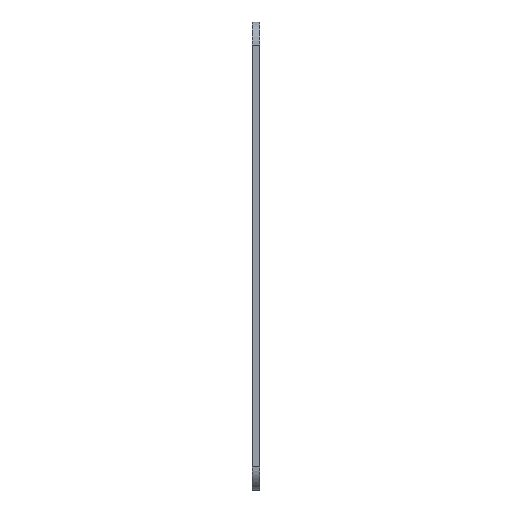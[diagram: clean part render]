
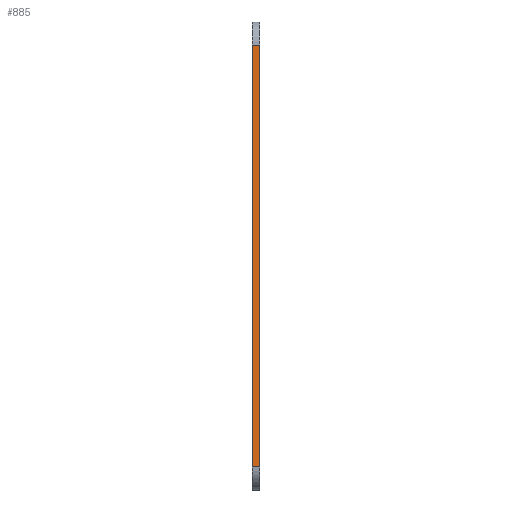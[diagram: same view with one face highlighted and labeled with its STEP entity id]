
A CAD part, left-side view. The second image highlights one B-rep face of the part: STEP entity #885.
In plain terms, the highlighted planar face has unit normal (-1, 0, 0).
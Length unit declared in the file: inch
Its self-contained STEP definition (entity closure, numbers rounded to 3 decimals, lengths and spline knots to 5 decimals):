
#15 = ORIENTED_EDGE ( 'NONE', *, *, #243, .F. ) ;
#37 = DIRECTION ( 'NONE',  ( 0., 0., 1. ) ) ;
#42 = VECTOR ( 'NONE', #166, 39.37008 ) ;
#74 = DIRECTION ( 'NONE',  ( 0., 0., -1. ) ) ;
#77 = VERTEX_POINT ( 'NONE', #250 ) ;
#82 = DIRECTION ( 'NONE',  ( 0., 0., 1. ) ) ;
#94 = ORIENTED_EDGE ( 'NONE', *, *, #104, .T. ) ;
#103 = CARTESIAN_POINT ( 'NONE',  ( -3.8125, 0.125, 3.4375 ) ) ;
#104 = EDGE_CURVE ( 'NONE', #648, #663, #593, .T. ) ;
#130 = CARTESIAN_POINT ( 'NONE',  ( -3.8125, 0., 3.4375 ) ) ;
#134 = EDGE_CURVE ( 'NONE', #329, #648, #381, .T. ) ;
#146 = CARTESIAN_POINT ( 'NONE',  ( -3.8125, 0., -3.4375 ) ) ;
#166 = DIRECTION ( 'NONE',  ( 0., 1., 0. ) ) ;
#175 = PLANE ( 'NONE',  #320 ) ;
#193 = CARTESIAN_POINT ( 'NONE',  ( -3.8125, 0.125, 3.4375 ) ) ;
#206 = CARTESIAN_POINT ( 'NONE',  ( -3.8125, 0.125, -3.4375 ) ) ;
#242 = FACE_OUTER_BOUND ( 'NONE', #269, .T. ) ;
#243 = EDGE_CURVE ( 'NONE', #329, #77, #556, .T. ) ;
#250 = CARTESIAN_POINT ( 'NONE',  ( -3.8125, 0.125, -3.4375 ) ) ;
#253 = EDGE_CURVE ( 'NONE', #663, #77, #718, .T. ) ;
#269 = EDGE_LOOP ( 'NONE', ( #340, #15, #617, #94 ) ) ;
#294 = DIRECTION ( 'NONE',  ( 0., 1., 0. ) ) ;
#317 = VECTOR ( 'NONE', #82, 39.37008 ) ;
#320 = AXIS2_PLACEMENT_3D ( 'NONE', #103, #384, #37 ) ;
#327 = VECTOR ( 'NONE', #74, 39.37008 ) ;
#329 = VERTEX_POINT ( 'NONE', #146 ) ;
#340 = ORIENTED_EDGE ( 'NONE', *, *, #253, .T. ) ;
#350 = CARTESIAN_POINT ( 'NONE',  ( -3.8125, 0.125, -3.4375 ) ) ;
#381 = LINE ( 'NONE', #884, #317 ) ;
#384 = DIRECTION ( 'NONE',  ( -1., 0., 0. ) ) ;
#556 = LINE ( 'NONE', #206, #775 ) ;
#593 = LINE ( 'NONE', #722, #42 ) ;
#617 = ORIENTED_EDGE ( 'NONE', *, *, #134, .T. ) ;
#648 = VERTEX_POINT ( 'NONE', #130 ) ;
#663 = VERTEX_POINT ( 'NONE', #193 ) ;
#718 = LINE ( 'NONE', #350, #327 ) ;
#722 = CARTESIAN_POINT ( 'NONE',  ( -3.8125, 0.125, 3.4375 ) ) ;
#775 = VECTOR ( 'NONE', #294, 39.37008 ) ;
#884 = CARTESIAN_POINT ( 'NONE',  ( -3.8125, 0., 3.4375 ) ) ;
#885 = ADVANCED_FACE ( 'NONE', ( #242 ), #175, .T. ) ;
